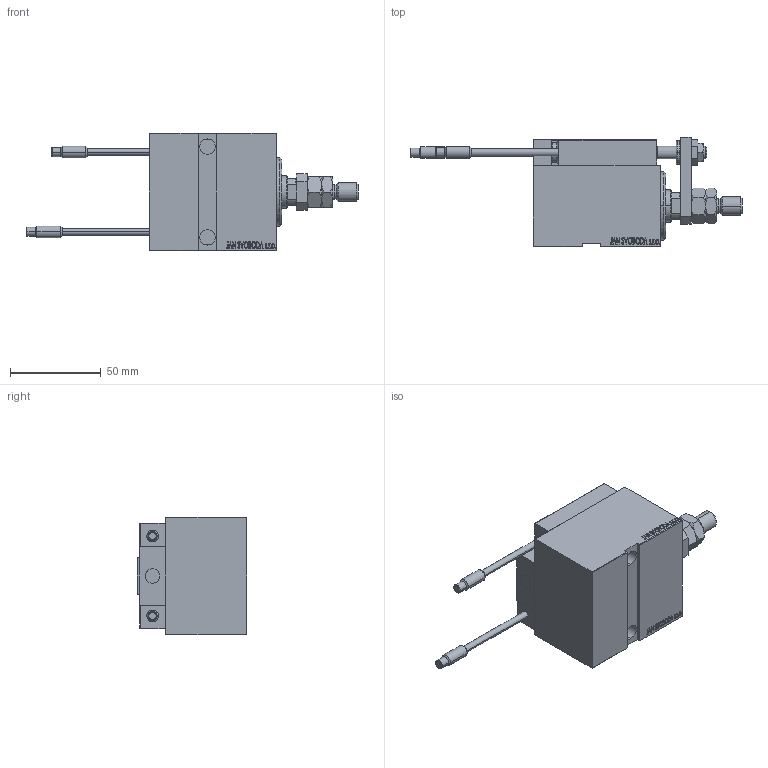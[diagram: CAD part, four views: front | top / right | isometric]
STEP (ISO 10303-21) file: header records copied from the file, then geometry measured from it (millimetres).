
FILE_DESCRIPTION (( 'STEP AP203' ), '1' );
FILE_NAME ('8d9b.STEP', '2021-03-19T08:13:53', ( '' ), ( '' ), 'SwSTEP 2.0', 'SolidWorks 2019', '' );
FILE_SCHEMA (( 'CONFIG_CONTROL_DESIGN' ));
Length unit declared in the file: millimetre
Products named in the file (17): X_Y_MTA ba81deeec9f9e04a250008ca78578684; NUT_D10 ba81deeec9f9e04a250008ca78578684; ALLEN BOLT D8 ba81deeec9f9e04a250008ca78578684; NUT_D12 ba81deeec9f9e04a250008ca78578684; 8d9b; V450CM_E_VCP ba81deeec9f9e04a250008ca78578684; SWITCH_X_FRONT_BACK ba81deeec9f9e04a250008ca78578684; KONCOVKA_Y ba81deeec9f9e04a250008ca78578684; V450CM_E ba81deeec9f9e04a250008ca78578684; SWITCH DIM B,W ba81deeec9f9e04a250008ca78578684; V450CM_VC_B ba81deeec9f9e04a250008ca78578684; SWITCH X ba81deeec9f9e04a250008ca78578684; Block ba81deeec9f9e04a250008ca78578684; ALLEN BOLT D5 ba81deeec9f9e04a250008ca78578684; ZARAZKA ba81deeec9f9e04a250008ca78578684; TYC_L79 ba81deeec9f9e04a250008ca78578684; MAGNET ba81deeec9f9e04a250008ca78578684
Assembly tree (26 placements, depth 3):
  8d9b
    V450CM_E ba81deeec9f9e04a250008ca78578684
    V450CM_E_VCP ba81deeec9f9e04a250008ca78578684
    V450CM_VC_B ba81deeec9f9e04a250008ca78578684
    SWITCH X ba81deeec9f9e04a250008ca78578684
      SWITCH_X_FRONT_BACK ba81deeec9f9e04a250008ca78578684  x2
      TYC_L79 ba81deeec9f9e04a250008ca78578684
      Block ba81deeec9f9e04a250008ca78578684  x2
      ALLEN BOLT D5 ba81deeec9f9e04a250008ca78578684  x4
      ALLEN BOLT D8 ba81deeec9f9e04a250008ca78578684  x4
      MAGNET ba81deeec9f9e04a250008ca78578684  x2
      KONCOVKA_Y ba81deeec9f9e04a250008ca78578684  x2
    SWITCH DIM B,W ba81deeec9f9e04a250008ca78578684
    ZARAZKA ba81deeec9f9e04a250008ca78578684
    NUT_D10 ba81deeec9f9e04a250008ca78578684
    NUT_D12 ba81deeec9f9e04a250008ca78578684
    X_Y_MTA ba81deeec9f9e04a250008ca78578684
Bounding box: 183 x 60.5 x 65 mm (x, y, z)
Volume: 240734.1 mm3; surface area: 67026.4 mm2
Topology: 25 solids, 25 shells, 1357 faces, 3231 edges, 2050 vertices
Faces by surface type: plane 586, bspline 380, cylinder 188, cone 149, torus 50, sphere 4
Entity records: 51807 total; most frequent: CARTESIAN_POINT 26056, ORIENTED_EDGE 5438, DIRECTION 3698, EDGE_CURVE 2719, VERTEX_POINT 1762, VECTOR 1534, LINE 1534, EDGE_LOOP 1251
